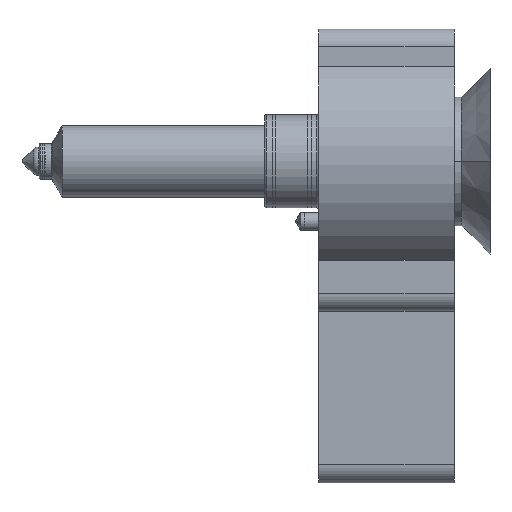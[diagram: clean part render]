
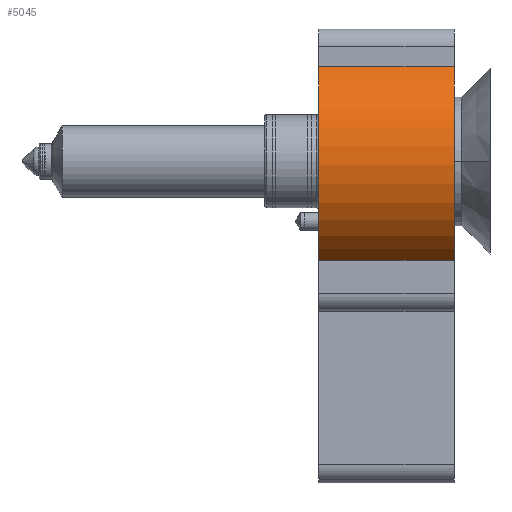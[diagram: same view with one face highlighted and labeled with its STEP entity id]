
A CAD part, top view. The second image highlights one B-rep face of the part: STEP entity #5045.
In plain terms, the highlighted cylindrical face has radius 32 mm (diameter 64 mm), a partial arc.
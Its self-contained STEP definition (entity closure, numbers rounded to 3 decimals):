
#642 = CARTESIAN_POINT ( 'NONE',  ( -16., 27.713, -38. ) ) ;
#994 = ORIENTED_EDGE ( 'NONE', *, *, #5875, .T. ) ;
#1005 = ORIENTED_EDGE ( 'NONE', *, *, #11393, .F. ) ;
#1085 = VECTOR ( 'NONE', #3489, 1000. ) ;
#1195 = LINE ( 'NONE', #1770, #14283 ) ;
#1770 = CARTESIAN_POINT ( 'NONE',  ( -18., -26.458, -38. ) ) ;
#2325 = CYLINDRICAL_SURFACE ( 'NONE', #10208, 32. ) ;
#2342 = CARTESIAN_POINT ( 'NONE',  ( -16., 27.713, -38. ) ) ;
#2726 = DIRECTION ( 'NONE',  ( 0., 0., 1. ) ) ;
#3489 = DIRECTION ( 'NONE',  ( 0., 0., 1. ) ) ;
#3740 = EDGE_CURVE ( 'NONE', #14842, #16575, #1195, .T. ) ;
#4129 = EDGE_CURVE ( 'NONE', #9572, #16575, #10855, .T. ) ;
#4486 = VERTEX_POINT ( 'NONE', #642 ) ;
#5044 = CARTESIAN_POINT ( 'NONE',  ( -18., -26.458, 0. ) ) ;
#5045 = ADVANCED_FACE ( 'NONE', ( #17109 ), #2325, .T. ) ;
#5455 = DIRECTION ( 'NONE',  ( 1., 0., 0. ) ) ;
#5875 = EDGE_CURVE ( 'NONE', #4486, #14842, #10968, .T. ) ;
#6403 = CARTESIAN_POINT ( 'NONE',  ( -16., 27.713, 0. ) ) ;
#6582 = EDGE_LOOP ( 'NONE', ( #9857, #1005, #994, #15752 ) ) ;
#7595 = DIRECTION ( 'NONE',  ( 0., 0., 1. ) ) ;
#8121 = AXIS2_PLACEMENT_3D ( 'NONE', #15867, #7595, #11691 ) ;
#8247 = CARTESIAN_POINT ( 'NONE',  ( 0., 0., -38. ) ) ;
#9254 = LINE ( 'NONE', #2342, #1085 ) ;
#9572 = VERTEX_POINT ( 'NONE', #6403 ) ;
#9788 = DIRECTION ( 'NONE',  ( 0., 0., 1. ) ) ;
#9857 = ORIENTED_EDGE ( 'NONE', *, *, #4129, .F. ) ;
#10208 = AXIS2_PLACEMENT_3D ( 'NONE', #8247, #10934, #5455 ) ;
#10855 = CIRCLE ( 'NONE', #8121, 32. ) ;
#10934 = DIRECTION ( 'NONE',  ( 0., 0., 1. ) ) ;
#10968 = CIRCLE ( 'NONE', #16857, 32. ) ;
#11393 = EDGE_CURVE ( 'NONE', #4486, #9572, #9254, .T. ) ;
#11691 = DIRECTION ( 'NONE',  ( 1., 0., 0. ) ) ;
#12504 = DIRECTION ( 'NONE',  ( 1., 0., 0. ) ) ;
#14283 = VECTOR ( 'NONE', #2726, 1000. ) ;
#14392 = CARTESIAN_POINT ( 'NONE',  ( -18., -26.458, -38. ) ) ;
#14842 = VERTEX_POINT ( 'NONE', #14392 ) ;
#15752 = ORIENTED_EDGE ( 'NONE', *, *, #3740, .T. ) ;
#15867 = CARTESIAN_POINT ( 'NONE',  ( 0., 0., 0. ) ) ;
#16572 = CARTESIAN_POINT ( 'NONE',  ( 0., 0., -38. ) ) ;
#16575 = VERTEX_POINT ( 'NONE', #5044 ) ;
#16857 = AXIS2_PLACEMENT_3D ( 'NONE', #16572, #9788, #12504 ) ;
#17109 = FACE_OUTER_BOUND ( 'NONE', #6582, .T. ) ;
